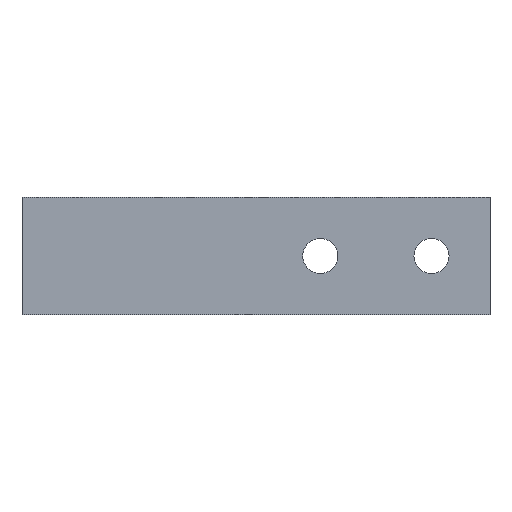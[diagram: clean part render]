
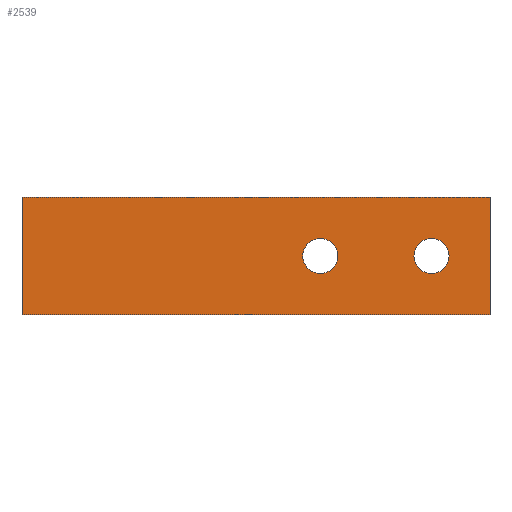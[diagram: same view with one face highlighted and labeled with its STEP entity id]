
A CAD part, front view. The second image highlights one B-rep face of the part: STEP entity #2539.
In plain terms, the highlighted planar face has unit normal (0, -1, 0).
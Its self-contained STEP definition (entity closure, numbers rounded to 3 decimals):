
#89=FACE_BOUND('',#571,.T.);
#90=FACE_BOUND('',#572,.T.);
#194=CIRCLE('',#2819,3.);
#196=CIRCLE('',#2823,3.);
#259=PLANE('',#2829);
#406=FACE_OUTER_BOUND('',#570,.T.);
#570=EDGE_LOOP('',(#2348,#2349,#2350,#2351));
#571=EDGE_LOOP('',(#2352));
#572=EDGE_LOOP('',(#2353));
#642=LINE('',#3843,#874);
#730=LINE('',#4132,#962);
#806=LINE('',#4519,#1038);
#807=LINE('',#4521,#1039);
#874=VECTOR('',#3037,10.);
#962=VECTOR('',#3323,10.);
#1038=VECTOR('',#3593,10.);
#1039=VECTOR('',#3596,10.);
#1136=VERTEX_POINT('',#3840);
#1137=VERTEX_POINT('',#3842);
#1218=VERTEX_POINT('',#4129);
#1219=VERTEX_POINT('',#4131);
#1271=VERTEX_POINT('',#4503);
#1273=VERTEX_POINT('',#4511);
#1380=EDGE_CURVE('',#1136,#1137,#642,.T.);
#1517=EDGE_CURVE('',#1218,#1219,#730,.T.);
#1628=EDGE_CURVE('',#1271,#1271,#194,.T.);
#1632=EDGE_CURVE('',#1273,#1273,#196,.T.);
#1634=EDGE_CURVE('',#1218,#1137,#806,.T.);
#1635=EDGE_CURVE('',#1219,#1136,#807,.T.);
#2348=ORIENTED_EDGE('',*,*,#1634,.T.);
#2349=ORIENTED_EDGE('',*,*,#1380,.F.);
#2350=ORIENTED_EDGE('',*,*,#1635,.F.);
#2351=ORIENTED_EDGE('',*,*,#1517,.F.);
#2352=ORIENTED_EDGE('',*,*,#1628,.T.);
#2353=ORIENTED_EDGE('',*,*,#1632,.T.);
#2539=ADVANCED_FACE('',(#406,#89,#90),#259,.T.);
#2819=AXIS2_PLACEMENT_3D('',#4504,#3570,#3571);
#2823=AXIS2_PLACEMENT_3D('',#4512,#3580,#3581);
#2829=AXIS2_PLACEMENT_3D('',#4520,#3594,#3595);
#3037=DIRECTION('',(1.,0.,0.));
#3323=DIRECTION('',(-1.,0.,0.));
#3570=DIRECTION('center_axis',(0.,1.,0.));
#3571=DIRECTION('ref_axis',(1.,0.,0.));
#3580=DIRECTION('center_axis',(0.,1.,0.));
#3581=DIRECTION('ref_axis',(1.,0.,0.));
#3593=DIRECTION('',(0.,0.,1.));
#3594=DIRECTION('center_axis',(0.,-1.,0.));
#3595=DIRECTION('ref_axis',(1.,0.,0.));
#3596=DIRECTION('',(0.,0.,1.));
#3840=CARTESIAN_POINT('',(-40.,-40.,10.));
#3842=CARTESIAN_POINT('',(40.,-40.,10.));
#3843=CARTESIAN_POINT('',(-40.,-40.,10.));
#4129=CARTESIAN_POINT('',(40.,-40.,-10.));
#4131=CARTESIAN_POINT('',(-40.,-40.,-10.));
#4132=CARTESIAN_POINT('',(-40.,-40.,-10.));
#4503=CARTESIAN_POINT('',(8.,-40.,0.));
#4504=CARTESIAN_POINT('Origin',(11.,-40.,0.));
#4511=CARTESIAN_POINT('',(27.,-40.,0.));
#4512=CARTESIAN_POINT('Origin',(30.,-40.,0.));
#4519=CARTESIAN_POINT('',(40.,-40.,0.));
#4520=CARTESIAN_POINT('Origin',(-40.,-40.,0.));
#4521=CARTESIAN_POINT('',(-40.,-40.,0.));
